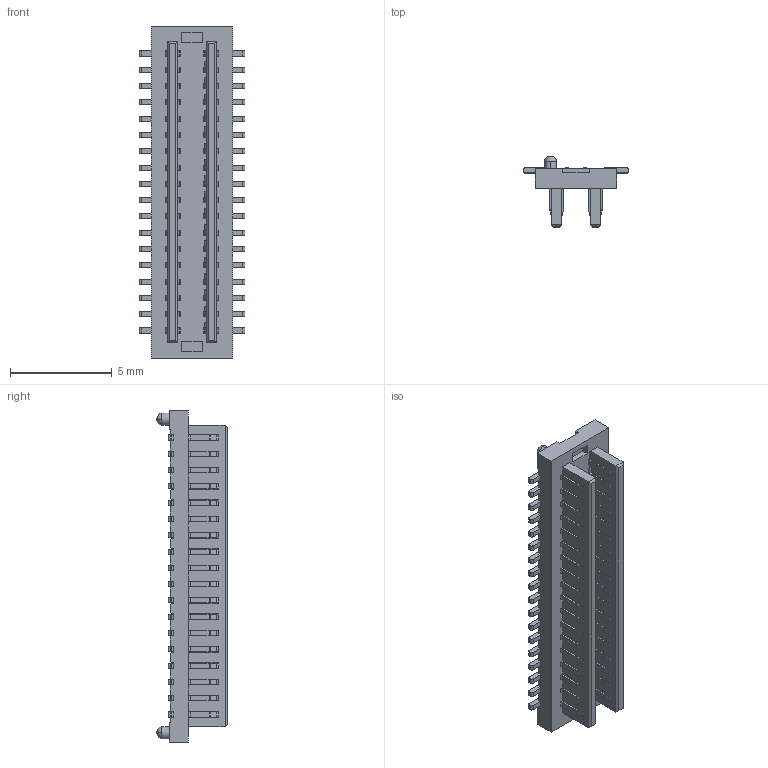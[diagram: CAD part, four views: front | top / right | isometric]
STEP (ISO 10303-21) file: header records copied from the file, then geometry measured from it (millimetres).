
FILE_DESCRIPTION (( 'STEP AP214' ), '1' );
FILE_NAME ('SGDBM-08-036P-H10_sw.STEP', '2023-03-08T15:40:44', ( '' ), ( '' ), 'SwSTEP 2.0', 'SolidWorks 2023', '' );
FILE_SCHEMA (( 'AUTOMOTIVE_DESIGN' ));
Length unit declared in the file: millimetre
Products named in the file (3): SGDBM-08-036P-H10_sw; 36P_1.stp; SGDBM-08-036P-H10.stp
Assembly tree (2 placements, depth 3):
  SGDBM-08-036P-H10_sw
    SGDBM-08-036P-H10.stp
      36P_1.stp
Bounding box: 5.2 x 3.45 x 16.3 mm (x, y, z)
Volume: 84.6 mm3; surface area: 459.3 mm2
Topology: 1 solids, 1 shells, 1462 faces, 4390 edges, 2900 vertices
Faces by surface type: plane 986, cylinder 472, torus 4
Entity records: 49499 total; most frequent: CARTESIAN_POINT 9190, ORIENTED_EDGE 8780, DIRECTION 8138, EDGE_CURVE 4390, VECTOR 3290, LINE 3290, VERTEX_POINT 2900, AXIS2_PLACEMENT_3D 2424
